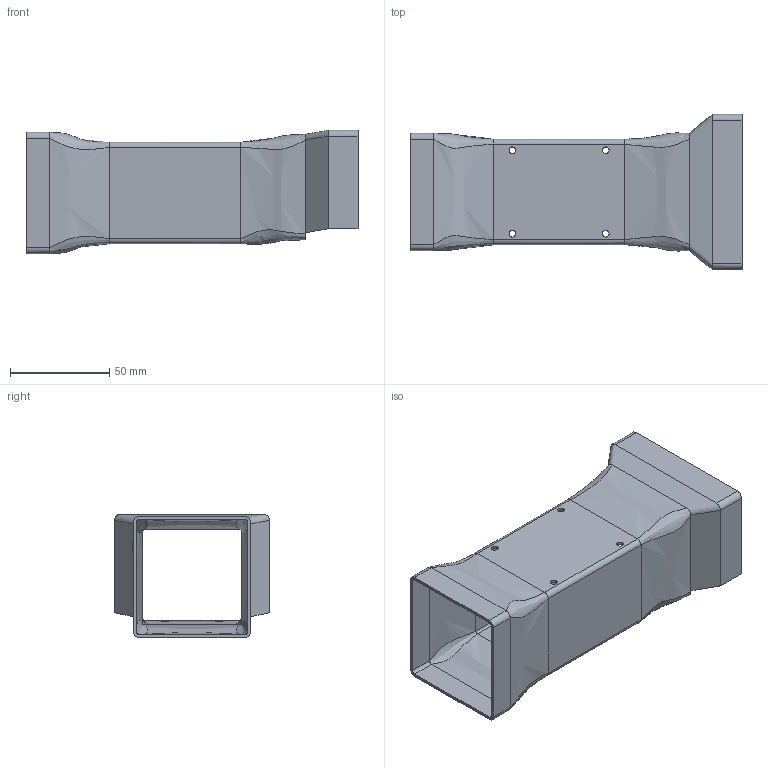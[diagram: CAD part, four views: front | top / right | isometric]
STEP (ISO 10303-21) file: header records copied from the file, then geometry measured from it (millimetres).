
FILE_DESCRIPTION (( 'STEP AP203' ), '1' );
FILE_NAME ('casing3no.STEP', '2026-01-18T11:50:16', ( '1' ), ( '' ), 'SwSTEP 2.0', 'SolidWorks 2020', '' );
FILE_SCHEMA (( 'CONFIG_CONTROL_DESIGN' ));
Length unit declared in the file: millimetre
Products named in the file (1): casing3no
Bounding box: 167 x 78 x 62 mm (x, y, z)
Volume: 48957.2 mm3; surface area: 68787.9 mm2
Topology: 2 solids, 2 shells, 102 faces, 249 edges, 151 vertices
Faces by surface type: bspline 46, plane 32, cylinder 24
Entity records: 5478 total; most frequent: CARTESIAN_POINT 3271, ORIENTED_EDGE 498, DIRECTION 321, EDGE_CURVE 249, VERTEX_POINT 151, EDGE_LOOP 120, AXIS2_PLACEMENT_3D 109, VECTOR 103
